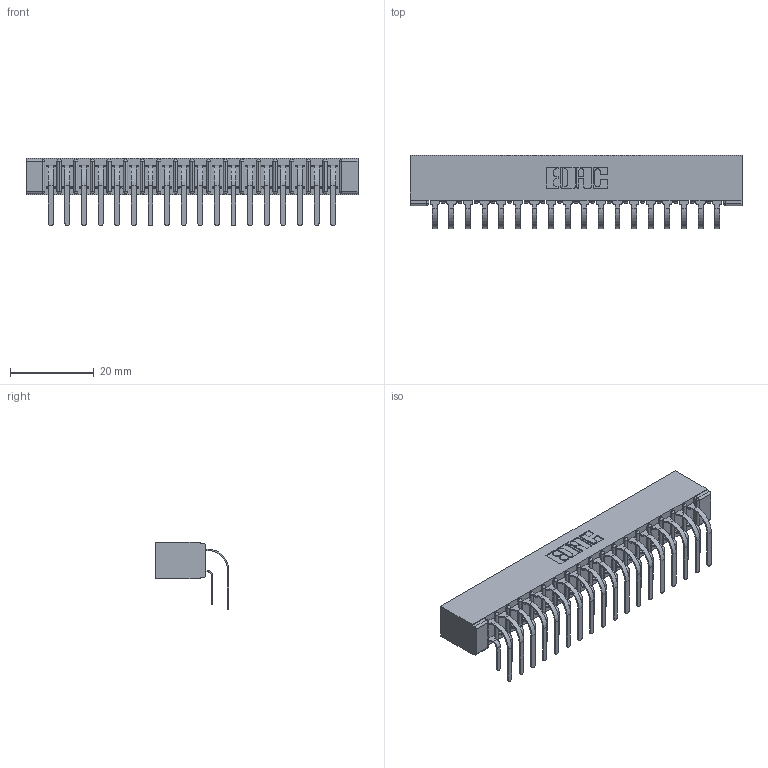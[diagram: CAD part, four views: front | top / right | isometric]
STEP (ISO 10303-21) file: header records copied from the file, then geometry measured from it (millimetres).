
FILE_DESCRIPTION (( 'STEP AP203' ), '1' );
FILE_NAME ('307-036-559-201.STEP', '2022-07-08T16:14:21', ( '' ), ( '' ), 'SwSTEP 2.0', 'SolidWorks 2020', '' );
FILE_SCHEMA (( 'CONFIG_CONTROL_DESIGN' ));
Length unit declared in the file: inch
Products named in the file (4): 307-036-559-201; 307-290-001_558 559 - 1 (Single); 307 Part_No Mounting Lugs; 307-290-001_559 - 2 (Single)
Assembly tree (37 placements, depth 2):
  307-036-559-201
    307 Part_No Mounting Lugs
    307-290-001_558 559 - 1 (Single)  x18
    307-290-001_559 - 2 (Single)  x18
Bounding box: 79.2 x 17.51 x 16.08 mm (x, y, z)
Volume: 5549.3 mm3; surface area: 10816.7 mm2
Topology: 37 solids, 37 shells, 1929 faces, 5411 edges, 3506 vertices
Faces by surface type: plane 1254, cylinder 637, sphere 38
Entity records: 20135 total; most frequent: CARTESIAN_POINT 3300, ORIENTED_EDGE 3266, DIRECTION 3241, EDGE_CURVE 1633, LINE 1243, VECTOR 1243, VERTEX_POINT 1058, AXIS2_PLACEMENT_3D 999
